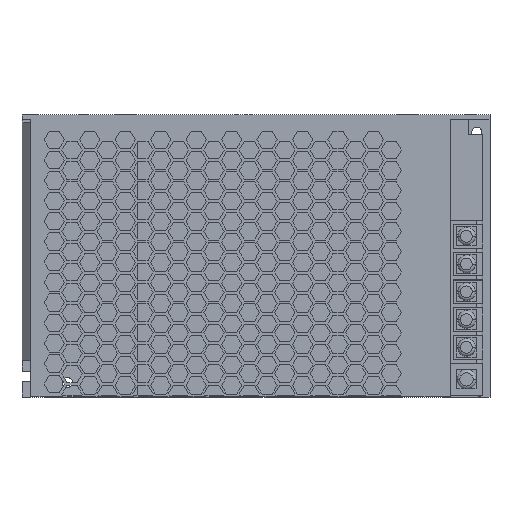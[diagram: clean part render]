
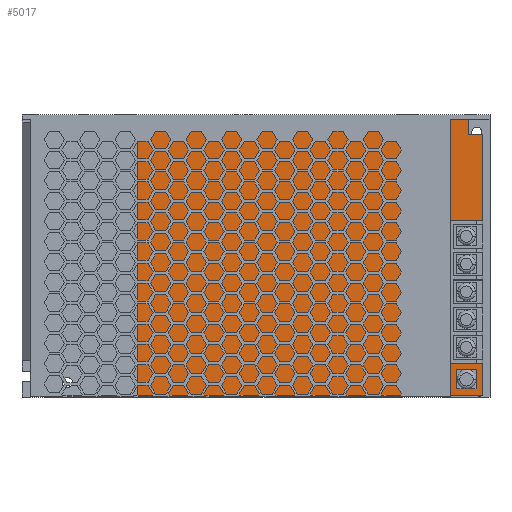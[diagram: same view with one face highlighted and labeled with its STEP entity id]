
A CAD part, top view. The second image highlights one B-rep face of the part: STEP entity #5017.
In plain terms, the highlighted planar face has unit normal (0, 0, 1).
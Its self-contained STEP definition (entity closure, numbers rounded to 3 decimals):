
#308 = LINE ( 'NONE', #24998, #5843 ) ;
#462 = CARTESIAN_POINT ( 'NONE',  ( 82.85, -47.85, -29.5 ) ) ;
#1081 = DIRECTION ( 'NONE',  ( 0., 1., 0. ) ) ;
#1676 = EDGE_LOOP ( 'NONE', ( #48155, #23595, #62241, #48164, #46461, #7792, #27008, #50829, #19095, #63382, #13901, #43836, #41765, #70462 ) ) ;
#2524 = EDGE_CURVE ( 'NONE', #59279, #16541, #19785, .T. ) ;
#2547 = VERTEX_POINT ( 'NONE', #33501 ) ;
#3908 = LINE ( 'NONE', #34271, #56792 ) ;
#4306 = DIRECTION ( 'NONE',  ( -1., 0., 0. ) ) ;
#5017 = ADVANCED_FACE ( 'NONE', ( #25432, #62661 ), #38363, .T. ) ;
#5177 = VERTEX_POINT ( 'NONE', #31022 ) ;
#5307 = VERTEX_POINT ( 'NONE', #12010 ) ;
#5728 = DIRECTION ( 'NONE',  ( -1., 0., 0. ) ) ;
#5843 = VECTOR ( 'NONE', #49685, 1000. ) ;
#6406 = CARTESIAN_POINT ( 'NONE',  ( 73.886, -39.1, -29.5 ) ) ;
#6673 = VERTEX_POINT ( 'NONE', #9529 ) ;
#6799 = VECTOR ( 'NONE', #67640, 1000. ) ;
#7293 = VERTEX_POINT ( 'NONE', #64733 ) ;
#7322 = DIRECTION ( 'NONE',  ( 0., 1., 0. ) ) ;
#7792 = ORIENTED_EDGE ( 'NONE', *, *, #36162, .T. ) ;
#7925 = VERTEX_POINT ( 'NONE', #34978 ) ;
#8455 = EDGE_CURVE ( 'NONE', #66163, #57327, #55485, .T. ) ;
#8567 = VERTEX_POINT ( 'NONE', #63932 ) ;
#8953 = DIRECTION ( 'NONE',  ( 0., 1., 0. ) ) ;
#9529 = CARTESIAN_POINT ( 'NONE',  ( 80.486, -45.7, -29.5 ) ) ;
#9875 = CARTESIAN_POINT ( 'NONE',  ( 71.25, -36.95, -29.5 ) ) ;
#9900 = VERTEX_POINT ( 'NONE', #54211 ) ;
#10837 = CARTESIAN_POINT ( 'NONE',  ( -35.096, 46.45, -29.5 ) ) ;
#11856 = CARTESIAN_POINT ( 'NONE',  ( 73.886, -45.7, -29.5 ) ) ;
#12010 = CARTESIAN_POINT ( 'NONE',  ( 77.85, 46.45, -29.5 ) ) ;
#12291 = EDGE_CURVE ( 'NONE', #71562, #8567, #55779, .T. ) ;
#13318 = DIRECTION ( 'NONE',  ( 0., 1., 0. ) ) ;
#13901 = ORIENTED_EDGE ( 'NONE', *, *, #37918, .F. ) ;
#14938 = EDGE_CURVE ( 'NONE', #47757, #33177, #69627, .T. ) ;
#15666 = DIRECTION ( 'NONE',  ( 0., 1., 0. ) ) ;
#16541 = VERTEX_POINT ( 'NONE', #67211 ) ;
#17860 = CARTESIAN_POINT ( 'NONE',  ( 77.85, 46.45, -29.5 ) ) ;
#18167 = VERTEX_POINT ( 'NONE', #75973 ) ;
#18258 = CARTESIAN_POINT ( 'NONE',  ( 64.95, -36.95, -29.5 ) ) ;
#18802 = VECTOR ( 'NONE', #28049, 1000. ) ;
#18874 = EDGE_CURVE ( 'NONE', #8567, #5177, #67240, .T. ) ;
#19095 = ORIENTED_EDGE ( 'NONE', *, *, #14938, .T. ) ;
#19549 = VECTOR ( 'NONE', #38082, 1000. ) ;
#19785 = LINE ( 'NONE', #37590, #64126 ) ;
#20265 = EDGE_CURVE ( 'NONE', #6673, #71562, #73564, .T. ) ;
#20268 = CARTESIAN_POINT ( 'NONE',  ( 71.25, 0., -29.5 ) ) ;
#21423 = DIRECTION ( 'NONE',  ( -1., 0., 0. ) ) ;
#21564 = CARTESIAN_POINT ( 'NONE',  ( 82.75, 11.95, -29.5 ) ) ;
#22409 = VECTOR ( 'NONE', #8953, 1000. ) ;
#23595 = ORIENTED_EDGE ( 'NONE', *, *, #46693, .T. ) ;
#23836 = DIRECTION ( 'NONE',  ( -1., 0., 0. ) ) ;
#24008 = LINE ( 'NONE', #11856, #29012 ) ;
#24757 = CARTESIAN_POINT ( 'NONE',  ( 71.75, -36.95, -29.5 ) ) ;
#24998 = CARTESIAN_POINT ( 'NONE',  ( 64.95, 11.95, -29.5 ) ) ;
#25432 = FACE_OUTER_BOUND ( 'NONE', #1676, .T. ) ;
#25504 = DIRECTION ( 'NONE',  ( -1., 0., 0. ) ) ;
#25783 = VECTOR ( 'NONE', #1081, 1000. ) ;
#27008 = ORIENTED_EDGE ( 'NONE', *, *, #2524, .T. ) ;
#27499 = VECTOR ( 'NONE', #74200, 1000. ) ;
#28049 = DIRECTION ( 'NONE',  ( 1., 0., 0. ) ) ;
#29012 = VECTOR ( 'NONE', #41825, 1000. ) ;
#30741 = LINE ( 'NONE', #31932, #54694 ) ;
#31022 = CARTESIAN_POINT ( 'NONE',  ( 73.886, -45.7, -29.5 ) ) ;
#31932 = CARTESIAN_POINT ( 'NONE',  ( 82.85, -47.85, -29.5 ) ) ;
#32018 = VECTOR ( 'NONE', #25504, 1000. ) ;
#32296 = DIRECTION ( 'NONE',  ( 1., 0., 0. ) ) ;
#32705 = AXIS2_PLACEMENT_3D ( 'NONE', #74802, #57774, #32296 ) ;
#33177 = VERTEX_POINT ( 'NONE', #9875 ) ;
#33501 = CARTESIAN_POINT ( 'NONE',  ( 64.95, 11.95, -29.5 ) ) ;
#33922 = EDGE_CURVE ( 'NONE', #18167, #56777, #40742, .T. ) ;
#34271 = CARTESIAN_POINT ( 'NONE',  ( 77.85, 41.45, -29.5 ) ) ;
#34978 = CARTESIAN_POINT ( 'NONE',  ( 71.75, -47.85, -29.5 ) ) ;
#35751 = EDGE_CURVE ( 'NONE', #56777, #5307, #3908, .T. ) ;
#36162 = EDGE_CURVE ( 'NONE', #5307, #59279, #74101, .T. ) ;
#36578 = LINE ( 'NONE', #74987, #27499 ) ;
#36906 = LINE ( 'NONE', #462, #19549 ) ;
#37590 = CARTESIAN_POINT ( 'NONE',  ( -35.096, -47.85, -29.5 ) ) ;
#37918 = EDGE_CURVE ( 'NONE', #2547, #7293, #42325, .T. ) ;
#38082 = DIRECTION ( 'NONE',  ( 1., 0., 0. ) ) ;
#38363 = PLANE ( 'NONE',  #32705 ) ;
#39688 = EDGE_CURVE ( 'NONE', #56993, #66163, #36578, .T. ) ;
#40742 = LINE ( 'NONE', #41132, #74890 ) ;
#41132 = CARTESIAN_POINT ( 'NONE',  ( 82.85, 41.45, -29.5 ) ) ;
#41403 = CARTESIAN_POINT ( 'NONE',  ( 82.85, -47.85, -29.5 ) ) ;
#41765 = ORIENTED_EDGE ( 'NONE', *, *, #39688, .T. ) ;
#41825 = DIRECTION ( 'NONE',  ( 1., 0., 0. ) ) ;
#42325 = LINE ( 'NONE', #71489, #42884 ) ;
#42832 = EDGE_CURVE ( 'NONE', #33177, #7293, #47310, .T. ) ;
#42884 = VECTOR ( 'NONE', #78758, 1000. ) ;
#43361 = CARTESIAN_POINT ( 'NONE',  ( 73.886, -45.7, -29.5 ) ) ;
#43836 = ORIENTED_EDGE ( 'NONE', *, *, #77682, .F. ) ;
#46461 = ORIENTED_EDGE ( 'NONE', *, *, #35751, .T. ) ;
#46693 = EDGE_CURVE ( 'NONE', #7925, #9900, #58401, .T. ) ;
#46999 = LINE ( 'NONE', #64396, #22409 ) ;
#47310 = LINE ( 'NONE', #71595, #65590 ) ;
#47757 = VERTEX_POINT ( 'NONE', #64489 ) ;
#48155 = ORIENTED_EDGE ( 'NONE', *, *, #48294, .F. ) ;
#48164 = ORIENTED_EDGE ( 'NONE', *, *, #33922, .T. ) ;
#48294 = EDGE_CURVE ( 'NONE', #7925, #57327, #46999, .T. ) ;
#49071 = VECTOR ( 'NONE', #5728, 1000. ) ;
#49685 = DIRECTION ( 'NONE',  ( -1., 0., 0. ) ) ;
#50089 = VECTOR ( 'NONE', #23836, 1000. ) ;
#50829 = ORIENTED_EDGE ( 'NONE', *, *, #57261, .T. ) ;
#52935 = ORIENTED_EDGE ( 'NONE', *, *, #12291, .F. ) ;
#53372 = VECTOR ( 'NONE', #7322, 1000. ) ;
#54211 = CARTESIAN_POINT ( 'NONE',  ( 82.85, -47.85, -29.5 ) ) ;
#54694 = VECTOR ( 'NONE', #13318, 1000. ) ;
#55485 = LINE ( 'NONE', #18258, #32018 ) ;
#55590 = EDGE_LOOP ( 'NONE', ( #78689, #57273, #52935, #79503 ) ) ;
#55779 = LINE ( 'NONE', #6406, #50089 ) ;
#56531 = CARTESIAN_POINT ( 'NONE',  ( 80.486, -45.7, -29.5 ) ) ;
#56777 = VERTEX_POINT ( 'NONE', #78704 ) ;
#56792 = VECTOR ( 'NONE', #15666, 1000. ) ;
#56993 = VERTEX_POINT ( 'NONE', #21564 ) ;
#57261 = EDGE_CURVE ( 'NONE', #16541, #47757, #36906, .T. ) ;
#57273 = ORIENTED_EDGE ( 'NONE', *, *, #18874, .F. ) ;
#57327 = VERTEX_POINT ( 'NONE', #24757 ) ;
#57774 = DIRECTION ( 'NONE',  ( 0., 0., 1. ) ) ;
#58401 = LINE ( 'NONE', #41403, #18802 ) ;
#58969 = EDGE_CURVE ( 'NONE', #9900, #18167, #30741, .T. ) ;
#59279 = VERTEX_POINT ( 'NONE', #10837 ) ;
#62241 = ORIENTED_EDGE ( 'NONE', *, *, #58969, .T. ) ;
#62272 = DIRECTION ( 'NONE',  ( 0., -1., 0. ) ) ;
#62661 = FACE_BOUND ( 'NONE', #55590, .T. ) ;
#63382 = ORIENTED_EDGE ( 'NONE', *, *, #42832, .T. ) ;
#63932 = CARTESIAN_POINT ( 'NONE',  ( 73.886, -39.1, -29.5 ) ) ;
#64126 = VECTOR ( 'NONE', #62272, 1000. ) ;
#64396 = CARTESIAN_POINT ( 'NONE',  ( 71.75, 0., -29.5 ) ) ;
#64489 = CARTESIAN_POINT ( 'NONE',  ( 71.25, -47.85, -29.5 ) ) ;
#64733 = CARTESIAN_POINT ( 'NONE',  ( 64.95, -36.95, -29.5 ) ) ;
#65590 = VECTOR ( 'NONE', #21423, 1000. ) ;
#66163 = VERTEX_POINT ( 'NONE', #76410 ) ;
#67211 = CARTESIAN_POINT ( 'NONE',  ( -35.096, -47.85, -29.5 ) ) ;
#67240 = LINE ( 'NONE', #43361, #6799 ) ;
#67640 = DIRECTION ( 'NONE',  ( 0., -1., 0. ) ) ;
#69627 = LINE ( 'NONE', #20268, #53372 ) ;
#70462 = ORIENTED_EDGE ( 'NONE', *, *, #8455, .T. ) ;
#71489 = CARTESIAN_POINT ( 'NONE',  ( 64.95, 11.95, -29.5 ) ) ;
#71562 = VERTEX_POINT ( 'NONE', #74852 ) ;
#71595 = CARTESIAN_POINT ( 'NONE',  ( 64.95, -36.95, -29.5 ) ) ;
#73564 = LINE ( 'NONE', #56531, #25783 ) ;
#74101 = LINE ( 'NONE', #17860, #49071 ) ;
#74200 = DIRECTION ( 'NONE',  ( 0., -1., 0. ) ) ;
#74802 = CARTESIAN_POINT ( 'NONE',  ( 0., 0., -29.5 ) ) ;
#74852 = CARTESIAN_POINT ( 'NONE',  ( 80.486, -39.1, -29.5 ) ) ;
#74890 = VECTOR ( 'NONE', #4306, 1000. ) ;
#74987 = CARTESIAN_POINT ( 'NONE',  ( 82.75, 11.95, -29.5 ) ) ;
#75973 = CARTESIAN_POINT ( 'NONE',  ( 82.85, 41.45, -29.5 ) ) ;
#76410 = CARTESIAN_POINT ( 'NONE',  ( 82.75, -36.95, -29.5 ) ) ;
#77181 = EDGE_CURVE ( 'NONE', #5177, #6673, #24008, .T. ) ;
#77682 = EDGE_CURVE ( 'NONE', #56993, #2547, #308, .T. ) ;
#78689 = ORIENTED_EDGE ( 'NONE', *, *, #77181, .F. ) ;
#78704 = CARTESIAN_POINT ( 'NONE',  ( 77.85, 41.45, -29.5 ) ) ;
#78758 = DIRECTION ( 'NONE',  ( 0., -1., 0. ) ) ;
#79503 = ORIENTED_EDGE ( 'NONE', *, *, #20265, .F. ) ;
